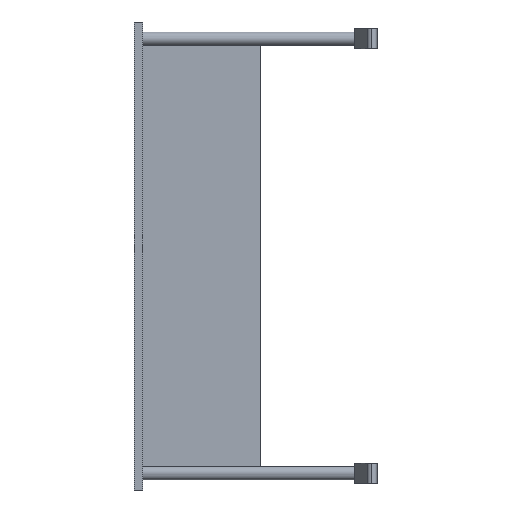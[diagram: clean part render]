
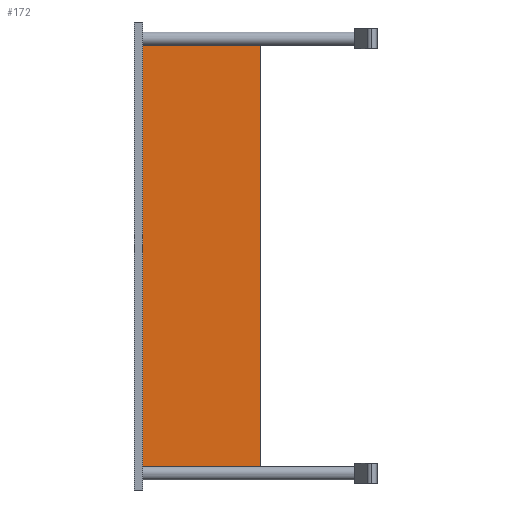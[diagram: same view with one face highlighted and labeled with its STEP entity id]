
A CAD part, left-side view. The second image highlights one B-rep face of the part: STEP entity #172.
In plain terms, the highlighted planar face has unit normal (-1, 0, 0).
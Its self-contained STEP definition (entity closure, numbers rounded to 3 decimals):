
#172=ADVANCED_FACE('',(#393),#394,.F.);
#393=FACE_OUTER_BOUND('',#659,.T.);
#394=PLANE('',#660);
#659=EDGE_LOOP('',(#1133,#1134,#1135,#1136));
#660=AXIS2_PLACEMENT_3D('',#1137,#1138,#1139);
#1133=ORIENTED_EDGE('',*,*,#1691,.T.);
#1134=ORIENTED_EDGE('',*,*,#1819,.F.);
#1135=ORIENTED_EDGE('',*,*,#1820,.F.);
#1136=ORIENTED_EDGE('',*,*,#1821,.T.);
#1137=CARTESIAN_POINT('',(-514.0,527.0,700.0));
#1138=DIRECTION('',(1.0,0.0,0.0));
#1139=DIRECTION('',(0.0,0.0,-1.0));
#1691=EDGE_CURVE('',#2050,#2048,#2051,.T.);
#1819=EDGE_CURVE('',#2253,#2048,#2254,.T.);
#1820=EDGE_CURVE('',#2255,#2253,#2256,.T.);
#1821=EDGE_CURVE('',#2255,#2050,#2257,.T.);
#2048=VERTEX_POINT('',#2556);
#2050=VERTEX_POINT('',#2559);
#2051=LINE('',#2560,#2561);
#2253=VERTEX_POINT('',#2853);
#2254=LINE('',#2854,#2855);
#2255=VERTEX_POINT('',#2856);
#2256=LINE('',#2857,#2858);
#2257=LINE('',#2859,#2860);
#2556=CARTESIAN_POINT('',(-514.0,702.0,70.));
#2559=CARTESIAN_POINT('',(-514.0,702.0,1330.0));
#2560=CARTESIAN_POINT('',(-514.0,702.0,350.0));
#2561=VECTOR('',#3233,1.0);
#2853=CARTESIAN_POINT('',(-514.0,351.0,70.0));
#2854=CARTESIAN_POINT('',(-514.0,297.5,70.));
#2855=VECTOR('',#3357,1.0);
#2856=CARTESIAN_POINT('',(-514.0,351.0,1330.0));
#2857=CARTESIAN_POINT('',(-514.0,351.0,700.0));
#2858=VECTOR('',#3358,1.0);
#2859=CARTESIAN_POINT('',(-514.0,297.5,1330.0));
#2860=VECTOR('',#3359,1.0);
#3233=DIRECTION('',(0.0,0.0,-1.0));
#3357=DIRECTION('',(-0.0,1.0,0.));
#3358=DIRECTION('',(0.0,0.0,-1.0));
#3359=DIRECTION('',(-0.0,1.0,0.));
